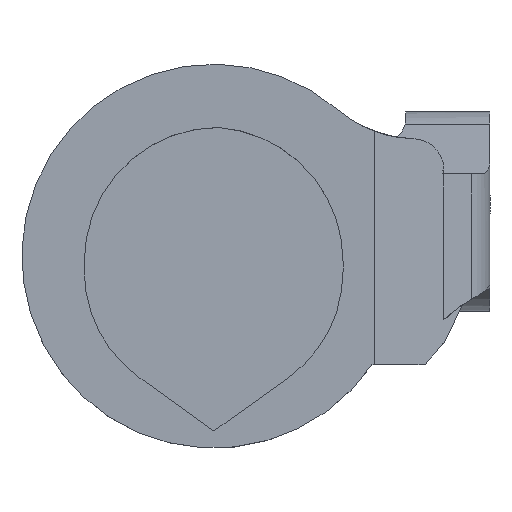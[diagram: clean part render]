
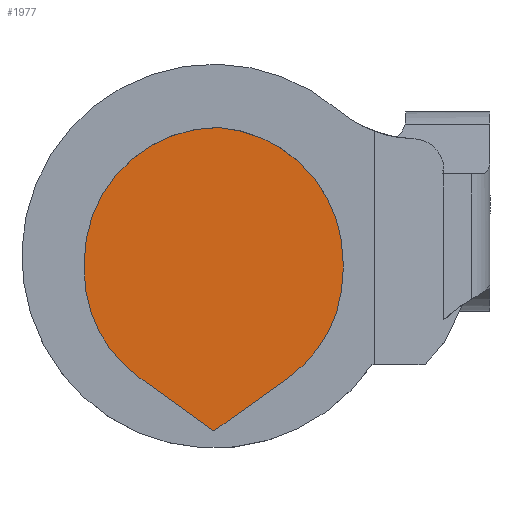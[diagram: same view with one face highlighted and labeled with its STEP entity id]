
A CAD part, top view. The second image highlights one B-rep face of the part: STEP entity #1977.
In plain terms, the highlighted planar face has unit normal (0, 0, 1).
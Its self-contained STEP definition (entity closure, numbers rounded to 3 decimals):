
#255=LINE('',#3406,#441);
#256=LINE('',#3412,#442);
#257=LINE('',#3416,#443);
#258=LINE('',#3417,#444);
#441=VECTOR('',#2688,14.);
#442=VECTOR('',#2693,14.);
#443=VECTOR('',#2696,14.);
#444=VECTOR('',#2697,14.);
#545=PLANE('',#2167);
#642=FACE_OUTER_BOUND('',#768,.T.);
#768=EDGE_LOOP('',(#1808,#1809,#1810,#1811,#1812,#1813,#1814,#1815));
#834=CIRCLE('',#2168,21.);
#835=CIRCLE('',#2169,21.56);
#836=CIRCLE('',#2170,21.56);
#837=CIRCLE('',#2171,21.);
#1022=VERTEX_POINT('',#3402);
#1023=VERTEX_POINT('',#3403);
#1024=VERTEX_POINT('',#3405);
#1025=VERTEX_POINT('',#3407);
#1026=VERTEX_POINT('',#3409);
#1027=VERTEX_POINT('',#3411);
#1028=VERTEX_POINT('',#3413);
#1029=VERTEX_POINT('',#3415);
#1291=EDGE_CURVE('',#1022,#1023,#834,.T.);
#1292=EDGE_CURVE('',#1024,#1023,#255,.F.);
#1293=EDGE_CURVE('',#1025,#1024,#835,.F.);
#1294=EDGE_CURVE('',#1026,#1025,#836,.F.);
#1295=EDGE_CURVE('',#1027,#1026,#256,.F.);
#1296=EDGE_CURVE('',#1027,#1028,#837,.T.);
#1297=EDGE_CURVE('',#1029,#1028,#257,.F.);
#1298=EDGE_CURVE('',#1029,#1022,#258,.T.);
#1808=ORIENTED_EDGE('',*,*,#1291,.T.);
#1809=ORIENTED_EDGE('',*,*,#1292,.F.);
#1810=ORIENTED_EDGE('',*,*,#1293,.F.);
#1811=ORIENTED_EDGE('',*,*,#1294,.F.);
#1812=ORIENTED_EDGE('',*,*,#1295,.F.);
#1813=ORIENTED_EDGE('',*,*,#1296,.T.);
#1814=ORIENTED_EDGE('',*,*,#1297,.F.);
#1815=ORIENTED_EDGE('',*,*,#1298,.T.);
#1977=ADVANCED_FACE('',(#642),#545,.F.);
#2167=AXIS2_PLACEMENT_3D('',#3401,#2684,#2685);
#2168=AXIS2_PLACEMENT_3D('',#3404,#2686,#2687);
#2169=AXIS2_PLACEMENT_3D('',#3408,#2689,#2690);
#2170=AXIS2_PLACEMENT_3D('',#3410,#2691,#2692);
#2171=AXIS2_PLACEMENT_3D('',#3414,#2694,#2695);
#2684=DIRECTION('center_axis',(0.,0.,
-1.));
#2685=DIRECTION('ref_axis',(1.,0.,0.));
#2686=DIRECTION('center_axis',(0.,0.,
1.));
#2687=DIRECTION('ref_axis',(0.889,-0.457,0.));
#2688=DIRECTION('',(0.,1.,0.));
#2689=DIRECTION('center_axis',(0.,0.,
1.));
#2690=DIRECTION('ref_axis',(0.076,0.997,0.));
#2691=DIRECTION('center_axis',(0.,0.,
1.));
#2692=DIRECTION('ref_axis',(-0.707,0.707,0.));
#2693=DIRECTION('',(0.,-1.,0.));
#2694=DIRECTION('center_axis',(0.,0.,
1.));
#2695=DIRECTION('ref_axis',(-0.889,-0.457,0.));
#2696=DIRECTION('',(0.813,-0.582,0.));
#2697=DIRECTION('',(0.813,0.582,0.));
#3401=CARTESIAN_POINT('Origin',(0.684,39.874,38.807));
#3402=CARTESIAN_POINT('',(12.669,22.363,38.807));
#3403=CARTESIAN_POINT('',(21.451,39.443,38.807));
#3404=CARTESIAN_POINT('Origin',(0.451,39.443,38.807));
#3405=CARTESIAN_POINT('',(21.451,41.034,38.807));
#3406=CARTESIAN_POINT('',(21.451,39.803,38.807));
#3407=CARTESIAN_POINT('',(1.503,62.533,38.807));
#3408=CARTESIAN_POINT('Origin',(-0.109,41.034,38.807));
#3409=CARTESIAN_POINT('',(-20.078,40.973,38.807));
#3410=CARTESIAN_POINT('Origin',(1.482,40.973,38.807));
#3411=CARTESIAN_POINT('',(-20.078,39.518,38.807));
#3412=CARTESIAN_POINT('',(-20.078,40.424,38.807));
#3413=CARTESIAN_POINT('',(-11.296,22.438,38.807));
#3414=CARTESIAN_POINT('Origin',(0.922,39.518,38.807));
#3415=CARTESIAN_POINT('',(0.739,13.829,38.807));
#3416=CARTESIAN_POINT('',(-11.341,22.47,38.807));
#3417=CARTESIAN_POINT('',(7.046,18.341,38.807));
